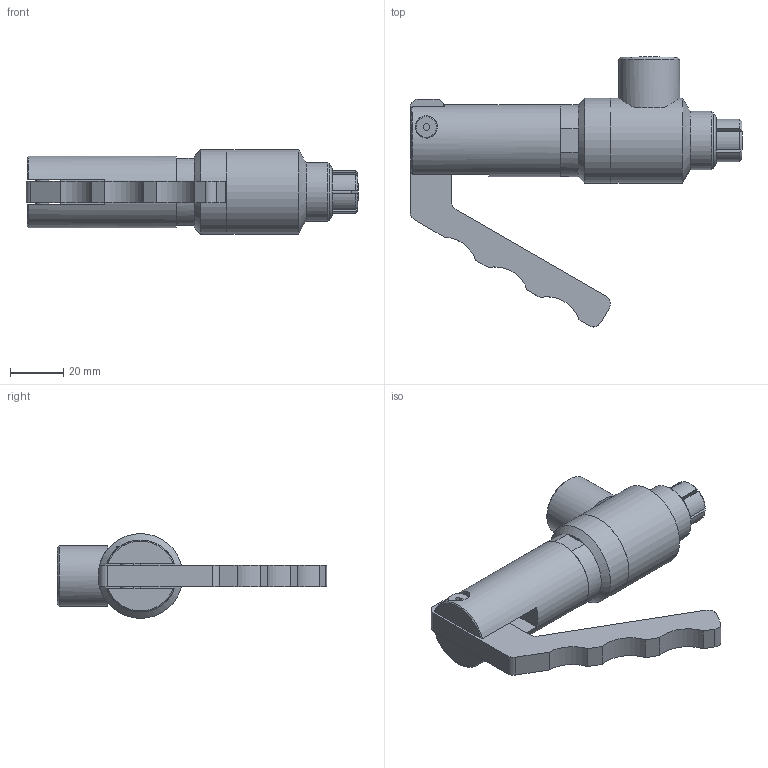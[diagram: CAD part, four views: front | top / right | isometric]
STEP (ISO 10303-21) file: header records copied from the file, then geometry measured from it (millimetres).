
FILE_DESCRIPTION(/* description */ (''),/* implementation_level */ '2;1');
FILE_NAME(/* name */ 'FNL-168065.stp',/* time_stamp */ '2015-07-24T09:24:37-05:00',/* author */ ('scottg'),/* organization */ ('FasTest,Inc.'),/* preprocessor_version */ 'ST-DEVELOPER v15.2',/* originating_system */ 'Autodesk Inventor 2014',/* authorisation */ '');
FILE_SCHEMA (('AUTOMOTIVE_DESIGN { 1 0 10303 214 3 1 1 }'));
Length unit declared in the file: inch
Products named in the file (1): FNL-168065
Bounding box: 124.18 x 100.97 x 31.75 mm (x, y, z)
Volume: 11797.7 mm3; surface area: 22200.4 mm2
Topology: 2 solids, 5 shells, 170 faces, 436 edges, 288 vertices
Faces by surface type: plane 108, cylinder 35, cone 19, torus 8
Full cylindrical faces by diameter (mm): 4.826 x2, 4.978 x1, 8.157 x1, 8.331 x1, 13.894 x1, 14.351 x1, 21.971 x1, 22.86 x1, 24.968 x1, 26.924 x2, 27.483 x1, 31.75 x2
Entity records: 5182 total; most frequent: CARTESIAN_POINT 1261, DIRECTION 794, ORIENTED_EDGE 786, EDGE_CURVE 391, AXIS2_PLACEMENT_3D 294, VERTEX_POINT 273, EDGE_LOOP 222, LINE 206
